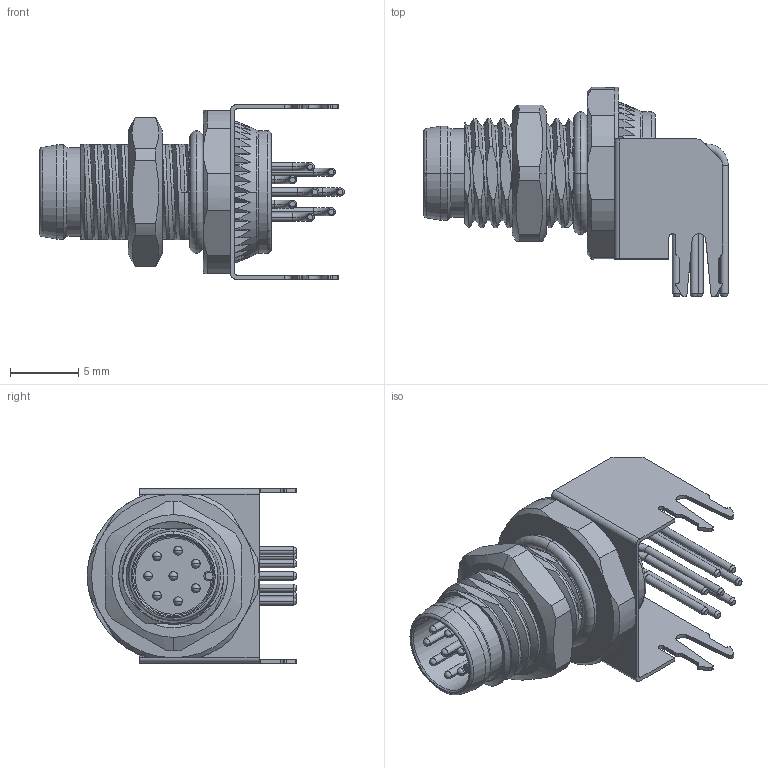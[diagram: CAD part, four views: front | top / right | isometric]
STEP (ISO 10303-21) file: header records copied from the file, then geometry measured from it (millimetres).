
FILE_DESCRIPTION((''),'2;1');
FILE_NAME('FM8ST0402-A08P104D00','2025-09-30T',('gongcheng16'),(''),'PRO/ENGINEER BY PARAMETRIC TECHNOLOGY CORPORATION, 2010280','PRO/ENGINEER BY PARAMETRIC TECHNOLOGY CORPORATION, 2010280','');
FILE_SCHEMA(('CONFIG_CONTROL_DESIGN'));
Length unit declared in the file: millimetre
Products named in the file (1): FM8ST0402-A08P104D00
Bounding box: 22.35 x 15.35 x 12.8 mm (x, y, z)
Volume: 299.9 mm3; surface area: 3119.5 mm2
Topology: 1 solids, 14 shells, 924 faces, 2467 edges, 1608 vertices
Faces by surface type: plane 402, cylinder 334, cone 94, bspline 43, torus 35, sphere 16
Entity records: 33166 total; most frequent: CARTESIAN_POINT 10137, ORIENTED_EDGE 4902, DIRECTION 4754, EDGE_CURVE 2451, AXIS2_PLACEMENT_3D 1805, VERTEX_POINT 1608, VECTOR 1144, LINE 1144
